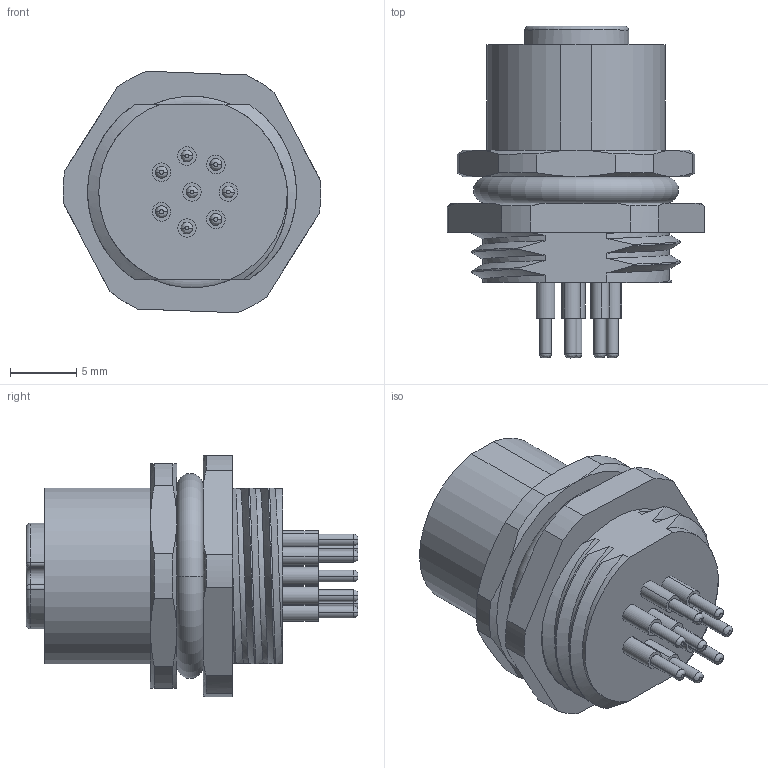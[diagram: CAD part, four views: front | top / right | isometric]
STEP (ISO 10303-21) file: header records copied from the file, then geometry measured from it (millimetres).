
FILE_DESCRIPTION((''),'2;1');
FILE_NAME('3D_1630083241001_M12-F08A-BK-M1','2023-12-25T',('13531'),(''),'PRO/ENGINEER BY PARAMETRIC TECHNOLOGY CORPORATION, 2012480','PRO/ENGINEER BY PARAMETRIC TECHNOLOGY CORPORATION, 2012480','');
FILE_SCHEMA(('CONFIG_CONTROL_DESIGN'));
Length unit declared in the file: millimetre
Products named in the file (1): 3D_1630083241001_M12-F08A-BK-M1
Bounding box: 19.5 x 25.1 x 18.27 mm (x, y, z)
Volume: 2869.6 mm3; surface area: 3204 mm2
Topology: 1 solids, 1 shells, 604 faces, 1663 edges, 1088 vertices
Faces by surface type: plane 157, cone 145, cylinder 125, extrusion 111, bspline 34, torus 30, sphere 2
Entity records: 22537 total; most frequent: CARTESIAN_POINT 7811, ORIENTED_EDGE 3290, DIRECTION 2695, EDGE_CURVE 1645, VERTEX_POINT 1088, AXIS2_PLACEMENT_3D 1009, VECTOR 677, EDGE_LOOP 657
